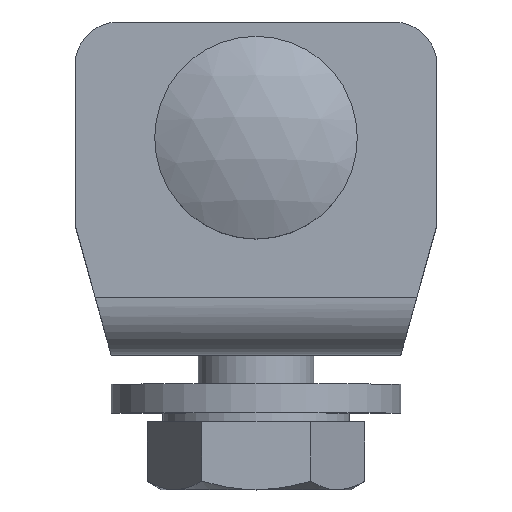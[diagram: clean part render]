
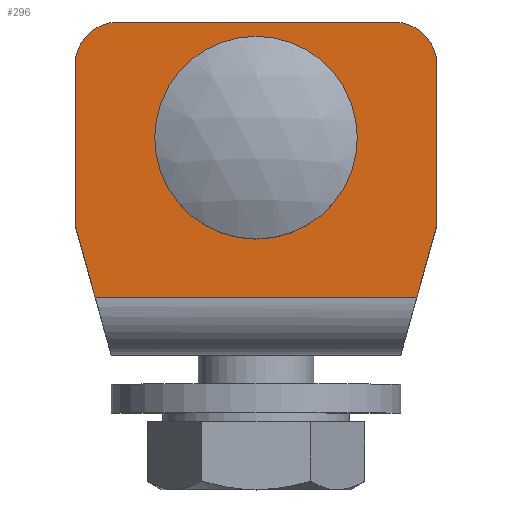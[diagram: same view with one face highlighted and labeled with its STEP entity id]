
A CAD part, top view. The second image highlights one B-rep face of the part: STEP entity #296.
In plain terms, the highlighted planar face has unit normal (0, 0, 1).
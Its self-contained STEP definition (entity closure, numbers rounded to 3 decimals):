
#296=ADVANCED_FACE('NONE',(#556,#557),#558,.T.);
#556=FACE_OUTER_BOUND('',#826,.T.);
#557=FACE_BOUND('',#827,.T.);
#558=PLANE('',#828);
#826=EDGE_LOOP('',(#1254,#1255,#1256,#1257,#1258,#1259,#1260,#1261));
#827=EDGE_LOOP('',(#1262));
#828=AXIS2_PLACEMENT_3D('',#1263,#1264,#1265);
#1254=ORIENTED_EDGE('',*,*,#1727,.T.);
#1255=ORIENTED_EDGE('',*,*,#1728,.T.);
#1256=ORIENTED_EDGE('',*,*,#1729,.T.);
#1257=ORIENTED_EDGE('',*,*,#1730,.T.);
#1258=ORIENTED_EDGE('',*,*,#1731,.T.);
#1259=ORIENTED_EDGE('',*,*,#1611,.F.);
#1260=ORIENTED_EDGE('',*,*,#1732,.T.);
#1261=ORIENTED_EDGE('',*,*,#1695,.T.);
#1262=ORIENTED_EDGE('',*,*,#1673,.T.);
#1263=CARTESIAN_POINT('',(86.086,84.596,57.456));
#1264=DIRECTION('',(0.,0.,1.));
#1265=DIRECTION('',(1.,0.,0.));
#1611=EDGE_CURVE('NONE',#1870,#1872,#1873,.T.);
#1673=EDGE_CURVE('NONE',#1966,#1966,#1967,.T.);
#1695=EDGE_CURVE('NONE',#2000,#1997,#2001,.T.);
#1727=EDGE_CURVE('NONE',#1997,#2048,#2049,.T.);
#1728=EDGE_CURVE('NONE',#2048,#2050,#2051,.T.);
#1729=EDGE_CURVE('NONE',#2050,#2052,#2053,.T.);
#1730=EDGE_CURVE('NONE',#2052,#2054,#2055,.T.);
#1731=EDGE_CURVE('NONE',#2054,#1872,#2056,.T.);
#1732=EDGE_CURVE('NONE',#1870,#2000,#2057,.T.);
#1870=VERTEX_POINT('NONE',#2240);
#1872=VERTEX_POINT('NONE',#2252);
#1873=LINE('',#2253,#2254);
#1966=VERTEX_POINT('',#2451);
#1967=CIRCLE('',#2452,3.9);
#1997=VERTEX_POINT('NONE',#2516);
#2000=VERTEX_POINT('NONE',#2520);
#2001=LINE('',#2521,#2522);
#2048=VERTEX_POINT('NONE',#2584);
#2049=CIRCLE('',#2585,3.);
#2050=VERTEX_POINT('NONE',#2586);
#2051=LINE('',#2587,#2588);
#2052=VERTEX_POINT('NONE',#2589);
#2053=CIRCLE('',#2590,3.);
#2054=VERTEX_POINT('NONE',#2591);
#2055=LINE('',#2592,#2593);
#2056=LINE('',#2594,#2595);
#2057=LINE('',#2596,#2597);
#2240=CARTESIAN_POINT('',(82.197,65.596,57.456));
#2252=CARTESIAN_POINT('',(59.975,65.596,57.456));
#2253=CARTESIAN_POINT('',(86.086,65.596,57.456));
#2254=VECTOR('',#2817,1.);
#2451=CARTESIAN_POINT('',(71.086,80.496,57.456));
#2452=AXIS2_PLACEMENT_3D('',#2862,#2863,#2864);
#2516=CARTESIAN_POINT('',(83.586,81.596,57.456));
#2520=CARTESIAN_POINT('',(83.586,70.596,57.456));
#2521=CARTESIAN_POINT('',(83.586,84.596,57.456));
#2522=VECTOR('',#2883,1.);
#2584=CARTESIAN_POINT('',(80.586,84.596,57.456));
#2585=AXIS2_PLACEMENT_3D('',#2930,#2931,#2932);
#2586=CARTESIAN_POINT('',(61.586,84.596,57.456));
#2587=CARTESIAN_POINT('',(86.086,84.596,57.456));
#2588=VECTOR('',#2933,1.);
#2589=CARTESIAN_POINT('',(58.586,81.596,57.456));
#2590=AXIS2_PLACEMENT_3D('',#2934,#2935,#2936);
#2591=CARTESIAN_POINT('',(58.586,70.596,57.456));
#2592=CARTESIAN_POINT('',(58.586,84.596,57.456));
#2593=VECTOR('',#2937,1.);
#2594=CARTESIAN_POINT('',(58.586,70.596,57.456));
#2595=VECTOR('',#2938,1.);
#2596=CARTESIAN_POINT('',(81.086,61.596,57.456));
#2597=VECTOR('',#2939,1.);
#2817=DIRECTION('',(-1.,0.,0.));
#2862=CARTESIAN_POINT('',(71.086,76.596,57.456));
#2863=DIRECTION('',(0.,0.,-1.));
#2864=DIRECTION('',(0.,1.,0.));
#2883=DIRECTION('',(0.,1.,0.));
#2930=CARTESIAN_POINT('',(80.586,81.596,57.456));
#2931=DIRECTION('',(0.,0.,1.));
#2932=DIRECTION('',(1.,0.,0.));
#2933=DIRECTION('',(-1.,0.,0.));
#2934=CARTESIAN_POINT('',(61.586,81.596,57.456));
#2935=DIRECTION('',(0.,0.,1.));
#2936=DIRECTION('',(1.,0.,0.));
#2937=DIRECTION('',(0.,-1.,0.));
#2938=DIRECTION('',(0.268,-0.964,0.));
#2939=DIRECTION('',(0.268,0.964,0.));
